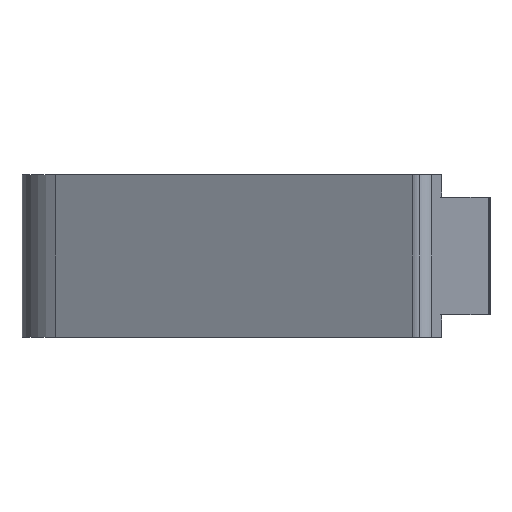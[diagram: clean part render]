
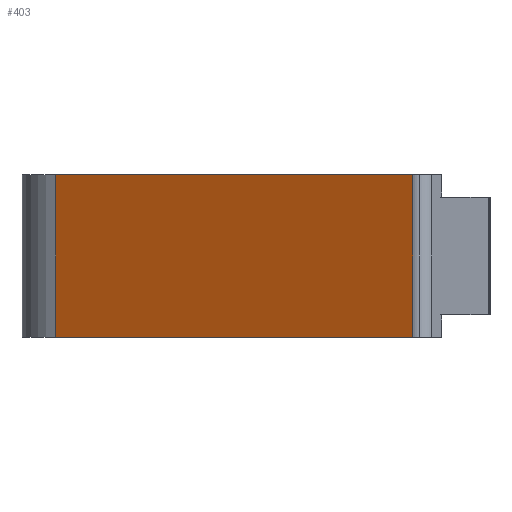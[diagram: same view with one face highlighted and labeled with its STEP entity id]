
A CAD part, left-side view. The second image highlights one B-rep face of the part: STEP entity #403.
In plain terms, the highlighted planar face has unit normal (-0.866, 0.5, 0).
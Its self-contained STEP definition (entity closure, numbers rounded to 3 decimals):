
#43 = EDGE_CURVE ( 'NONE', #385, #652, #461, .T. ) ;
#90 = CARTESIAN_POINT ( 'NONE',  ( -12.13, 14.981, -2.9 ) ) ;
#116 = LINE ( 'NONE', #757, #647 ) ;
#169 = CARTESIAN_POINT ( 'NONE',  ( -12.13, 14.981, -2.9 ) ) ;
#198 = DIRECTION ( 'NONE',  ( 0., 0., 1. ) ) ;
#274 = VERTEX_POINT ( 'NONE', #169 ) ;
#284 = DIRECTION ( 'NONE',  ( -0.5, -0.866, 0. ) ) ;
#334 = LINE ( 'NONE', #766, #1049 ) ;
#377 = CARTESIAN_POINT ( 'NONE',  ( -12.13, 14.981, 2.9 ) ) ;
#385 = VERTEX_POINT ( 'NONE', #572 ) ;
#403 = ADVANCED_FACE ( 'NONE', ( #812 ), #1110, .F. ) ;
#435 = DIRECTION ( 'NONE',  ( 0.866, -0.5, 0. ) ) ;
#442 = VECTOR ( 'NONE', #837, 1000. ) ;
#452 = VERTEX_POINT ( 'NONE', #698 ) ;
#461 = LINE ( 'NONE', #749, #442 ) ;
#476 = VECTOR ( 'NONE', #284, 1000. ) ;
#502 = LINE ( 'NONE', #90, #476 ) ;
#572 = CARTESIAN_POINT ( 'NONE',  ( -12.13, 14.981, 2.9 ) ) ;
#600 = ORIENTED_EDGE ( 'NONE', *, *, #1074, .T. ) ;
#647 = VECTOR ( 'NONE', #198, 1000. ) ;
#652 = VERTEX_POINT ( 'NONE', #1085 ) ;
#663 = ORIENTED_EDGE ( 'NONE', *, *, #1175, .T. ) ;
#698 = CARTESIAN_POINT ( 'NONE',  ( -19.48, 2.251, -2.9 ) ) ;
#738 = ORIENTED_EDGE ( 'NONE', *, *, #43, .F. ) ;
#746 = ORIENTED_EDGE ( 'NONE', *, *, #948, .T. ) ;
#749 = CARTESIAN_POINT ( 'NONE',  ( -12.13, 14.981, 2.9 ) ) ;
#757 = CARTESIAN_POINT ( 'NONE',  ( -19.48, 2.251, 2.9 ) ) ;
#766 = CARTESIAN_POINT ( 'NONE',  ( -12.13, 14.981, 2.9 ) ) ;
#812 = FACE_OUTER_BOUND ( 'NONE', #983, .T. ) ;
#837 = DIRECTION ( 'NONE',  ( -0.5, -0.866, 0. ) ) ;
#948 = EDGE_CURVE ( 'NONE', #385, #274, #334, .T. ) ;
#966 = DIRECTION ( 'NONE',  ( 0., 0., -1. ) ) ;
#983 = EDGE_LOOP ( 'NONE', ( #600, #663, #738, #746 ) ) ;
#1049 = VECTOR ( 'NONE', #966, 1000. ) ;
#1073 = DIRECTION ( 'NONE',  ( 0.5, 0.866, 0. ) ) ;
#1074 = EDGE_CURVE ( 'NONE', #274, #452, #502, .T. ) ;
#1085 = CARTESIAN_POINT ( 'NONE',  ( -19.48, 2.251, 2.9 ) ) ;
#1110 = PLANE ( 'NONE',  #1189 ) ;
#1175 = EDGE_CURVE ( 'NONE', #452, #652, #116, .T. ) ;
#1189 = AXIS2_PLACEMENT_3D ( 'NONE', #377, #435, #1073 ) ;
